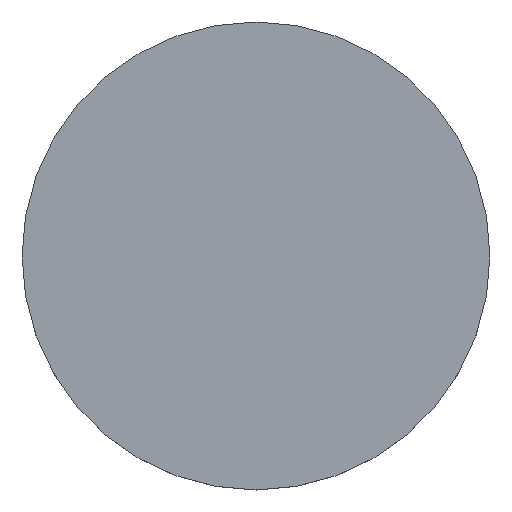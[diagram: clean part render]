
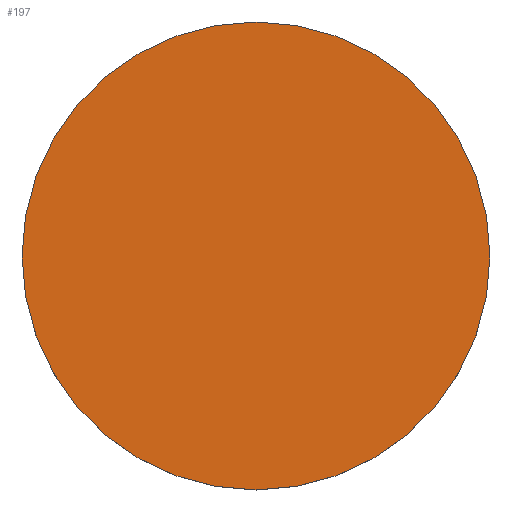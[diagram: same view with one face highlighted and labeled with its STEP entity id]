
A CAD part, top view. The second image highlights one B-rep face of the part: STEP entity #197.
In plain terms, the highlighted planar face has unit normal (0, 0, 1).
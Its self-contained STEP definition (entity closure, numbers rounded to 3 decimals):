
#2 = ORIENTED_EDGE ( 'NONE', *, *, #235, .F. ) ;
#9 = DIRECTION ( 'NONE',  ( 0., 0., 1. ) ) ;
#19 = DIRECTION ( 'NONE',  ( 0., 0., -1. ) ) ;
#53 = DIRECTION ( 'NONE',  ( 0., 0., -1. ) ) ;
#66 = CIRCLE ( 'NONE', #125, 12.7 ) ;
#70 = CARTESIAN_POINT ( 'NONE',  ( 12.7, 0., 3. ) ) ;
#74 = CARTESIAN_POINT ( 'NONE',  ( 0., 0., 3. ) ) ;
#96 = FACE_OUTER_BOUND ( 'NONE', #150, .T. ) ;
#100 = VERTEX_POINT ( 'NONE', #222 ) ;
#101 = PLANE ( 'NONE',  #193 ) ;
#104 = ORIENTED_EDGE ( 'NONE', *, *, #220, .F. ) ;
#109 = DIRECTION ( 'NONE',  ( 1., 0., 0. ) ) ;
#110 = CIRCLE ( 'NONE', #162, 12.7 ) ;
#121 = DIRECTION ( 'NONE',  ( 1., 0., 0. ) ) ;
#125 = AXIS2_PLACEMENT_3D ( 'NONE', #74, #53, #109 ) ;
#150 = EDGE_LOOP ( 'NONE', ( #104, #2 ) ) ;
#162 = AXIS2_PLACEMENT_3D ( 'NONE', #200, #19, #185 ) ;
#185 = DIRECTION ( 'NONE',  ( 1., 0., 0. ) ) ;
#193 = AXIS2_PLACEMENT_3D ( 'NONE', #228, #9, #121 ) ;
#197 = ADVANCED_FACE ( 'NONE', ( #96 ), #101, .T. ) ;
#200 = CARTESIAN_POINT ( 'NONE',  ( 0., 0., 3. ) ) ;
#220 = EDGE_CURVE ( 'NONE', #233, #100, #66, .T. ) ;
#222 = CARTESIAN_POINT ( 'NONE',  ( -12.7, 0., 3. ) ) ;
#228 = CARTESIAN_POINT ( 'NONE',  ( 0., 26.112, 3. ) ) ;
#233 = VERTEX_POINT ( 'NONE', #70 ) ;
#235 = EDGE_CURVE ( 'NONE', #100, #233, #110, .T. ) ;
